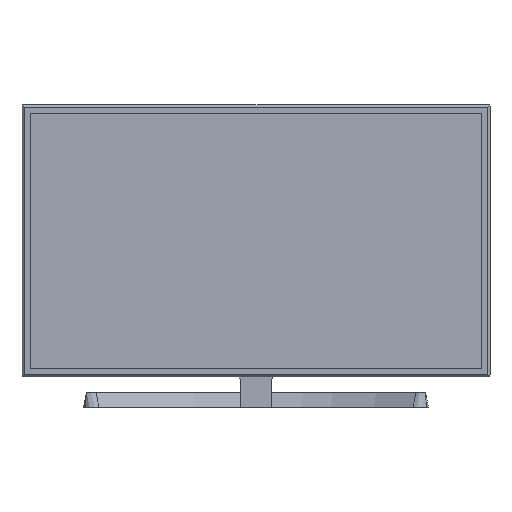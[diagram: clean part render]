
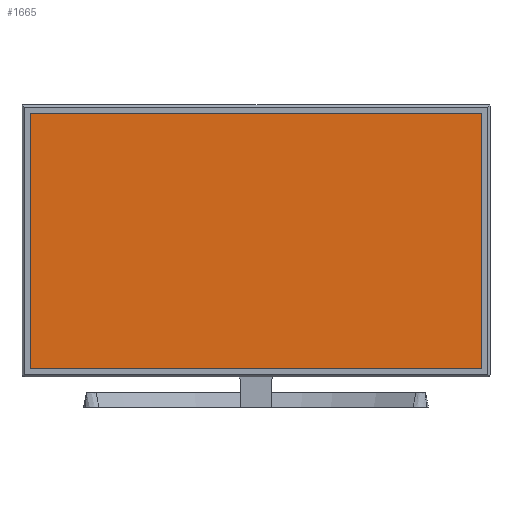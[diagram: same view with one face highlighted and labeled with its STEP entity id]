
A CAD part, top view. The second image highlights one B-rep face of the part: STEP entity #1665.
In plain terms, the highlighted free-form (B-spline) face has degree [1, 1] with [2, 2] control points.
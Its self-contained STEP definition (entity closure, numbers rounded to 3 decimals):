
#1583 = VERTEX_POINT('',#1584);
#1584 = CARTESIAN_POINT('',(-639.92,832.576,
    4.085));
#1589 = EDGE_CURVE('',#1583,#1590,#1592,.T.);
#1590 = VERTEX_POINT('',#1591);
#1591 = CARTESIAN_POINT('',(-639.92,110.965,
    4.085));
#1592 = B_SPLINE_CURVE_WITH_KNOTS('',1,(#1593,#1594),.UNSPECIFIED.,.F.,
  .F.,(2,2),(0.,530.),.PIECEWISE_BEZIER_KNOTS.);
#1593 = CARTESIAN_POINT('',(-639.92,832.576,
    4.085));
#1594 = CARTESIAN_POINT('',(-639.92,110.965,
    4.085));
#1611 = VERTEX_POINT('',#1612);
#1612 = CARTESIAN_POINT('',(639.92,832.576,
    4.085));
#1617 = EDGE_CURVE('',#1611,#1583,#1618,.T.);
#1618 = B_SPLINE_CURVE_WITH_KNOTS('',1,(#1619,#1620),.UNSPECIFIED.,.F.,
  .F.,(2,2),(0.,940.),.PIECEWISE_BEZIER_KNOTS.);
#1619 = CARTESIAN_POINT('',(639.92,832.576,
    4.085));
#1620 = CARTESIAN_POINT('',(-639.92,832.576,
    4.085));
#1633 = VERTEX_POINT('',#1634);
#1634 = CARTESIAN_POINT('',(639.92,110.965,
    4.085));
#1639 = EDGE_CURVE('',#1633,#1611,#1640,.T.);
#1640 = B_SPLINE_CURVE_WITH_KNOTS('',1,(#1641,#1642),.UNSPECIFIED.,.F.,
  .F.,(2,2),(0.,530.),.PIECEWISE_BEZIER_KNOTS.);
#1641 = CARTESIAN_POINT('',(639.92,110.965,
    4.085));
#1642 = CARTESIAN_POINT('',(639.92,832.576,
    4.085));
#1655 = EDGE_CURVE('',#1590,#1633,#1656,.T.);
#1656 = B_SPLINE_CURVE_WITH_KNOTS('',1,(#1657,#1658),.UNSPECIFIED.,.F.,
  .F.,(2,2),(0.,940.),.PIECEWISE_BEZIER_KNOTS.);
#1657 = CARTESIAN_POINT('',(-639.92,110.965,
    4.085));
#1658 = CARTESIAN_POINT('',(639.92,110.965,
    4.085));
#1665 = ADVANCED_FACE('',(#1666),#1672,.T.);
#1666 = FACE_BOUND('',#1667,.F.);
#1667 = EDGE_LOOP('',(#1668,#1669,#1670,#1671));
#1668 = ORIENTED_EDGE('',*,*,#1589,.F.);
#1669 = ORIENTED_EDGE('',*,*,#1617,.F.);
#1670 = ORIENTED_EDGE('',*,*,#1639,.F.);
#1671 = ORIENTED_EDGE('',*,*,#1655,.F.);
#1672 = B_SPLINE_SURFACE_WITH_KNOTS('',1,1,(
    (#1673,#1674)
    ,(#1675,#1676
    )),.UNSPECIFIED.,.F.,.F.,.F.,(2,2),(2,2),(-470.,470.),(81.5,611.5),
  .PIECEWISE_BEZIER_KNOTS.);
#1673 = CARTESIAN_POINT('',(-639.92,110.965,
    4.085));
#1674 = CARTESIAN_POINT('',(-639.92,832.576,
    4.085));
#1675 = CARTESIAN_POINT('',(639.92,110.965,
    4.085));
#1676 = CARTESIAN_POINT('',(639.92,832.576,
    4.085));
